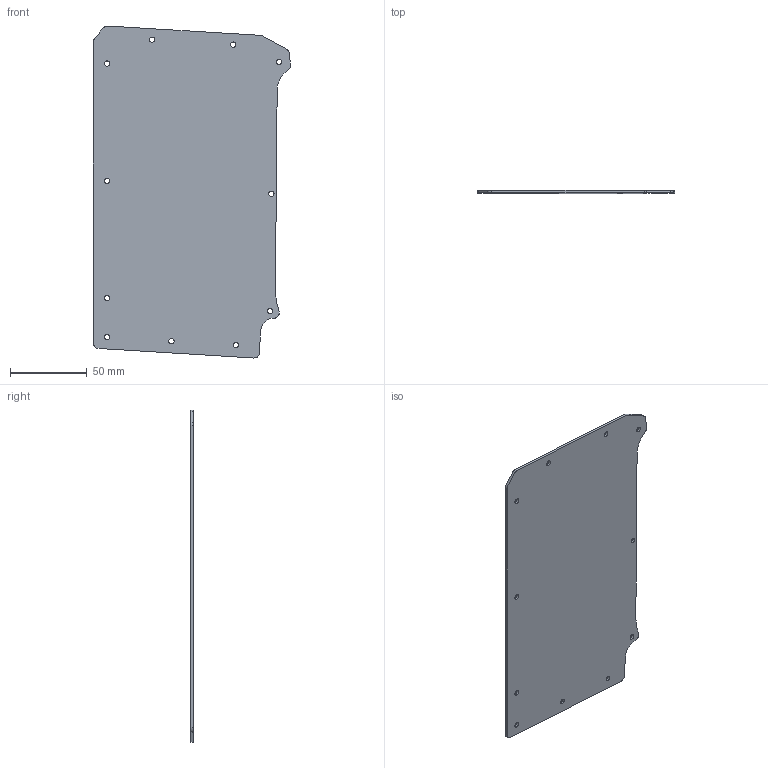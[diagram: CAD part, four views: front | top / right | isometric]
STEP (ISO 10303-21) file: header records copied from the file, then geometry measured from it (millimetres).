
FILE_DESCRIPTION(/* description */ ('SLANTED FACE OF THE RAT CAGE LID WITH A CUT OUT FOR THE BOTTLE HOLDER'),/* implementation_level */ '2;1');
FILE_NAME(/* name */ 'RC PANEL FRONT.stp',/* time_stamp */ '2021-04-12T18:23:44-04:00',/* author */ ('talbotj'),/* organization */ (''),/* preprocessor_version */ 'ST-DEVELOPER v18.1',/* originating_system */ 'Autodesk Inventor 2020',/* authorisation */ '');
FILE_SCHEMA (('AUTOMOTIVE_DESIGN { 1 0 10303 214 3 1 1 }'));
Length unit declared in the file: inch
Products named in the file (1): J009859
Bounding box: 128.11 x 1.59 x 215.7 mm (x, y, z)
Volume: 39183.9 mm3; surface area: 50585.4 mm2
Topology: 1 solids, 1 shells, 34 faces, 107 edges, 75 vertices
Faces by surface type: cylinder 23, plane 11
Full cylindrical faces by diameter (mm): 3.454 x11
Entity records: 1323 total; most frequent: DIRECTION 234, CARTESIAN_POINT 217, ORIENTED_EDGE 214, EDGE_CURVE 107, AXIS2_PLACEMENT_3D 92, VERTEX_POINT 75, CIRCLE 57, EDGE_LOOP 56
